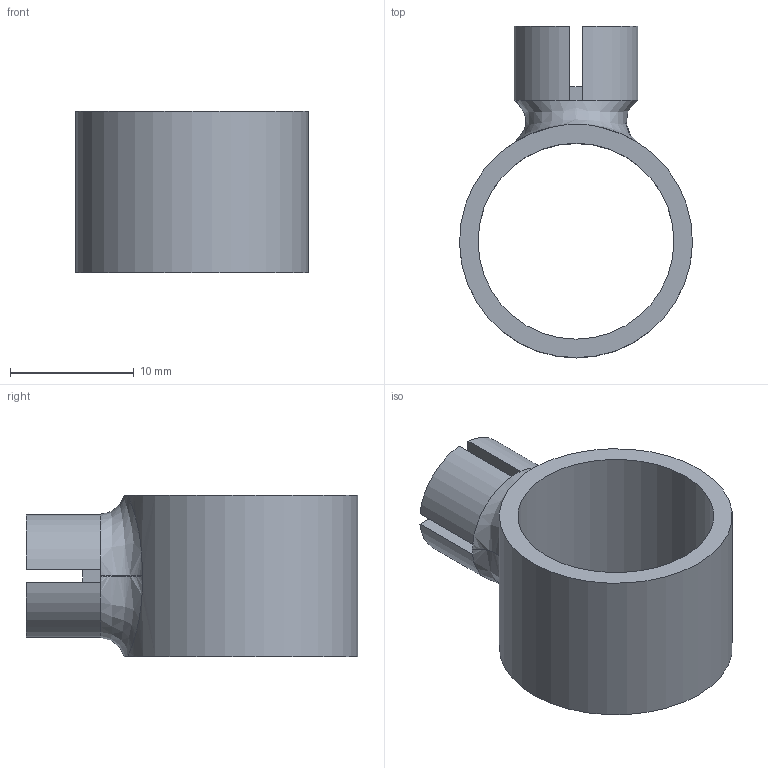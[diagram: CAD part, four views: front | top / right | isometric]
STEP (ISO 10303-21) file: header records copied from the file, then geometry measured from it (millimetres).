
FILE_DESCRIPTION(/* description */ (''),/* implementation_level */ '2;1');
FILE_NAME(/* name */ 'Little_Finger_BallV2D2.ipt.stp',/* time_stamp */ '2021-06-20T10:01:54-05:00',/* author */ ('svale'),/* organization */ (''),/* preprocessor_version */ 'ST-DEVELOPER v18.1',/* originating_system */ 'Autodesk Inventor 2021',/* authorisation */ '');
FILE_SCHEMA (('AUTOMOTIVE_DESIGN { 1 0 10303 214 3 1 1 }'));
Length unit declared in the file: millimetre
Products named in the file (1): Little_Finger_BallV2D2
Bounding box: 18.79 x 26.77 x 13 mm (x, y, z)
Volume: 1433 mm3; surface area: 1975.4 mm2
Topology: 1 solids, 1 shells, 50 faces, 146 edges, 104 vertices
Faces by surface type: plane 23, cylinder 16, sphere 5, cone 4, bspline 2
Full cylindrical faces by diameter (mm): 15.8 x1
Entity records: 2096 total; most frequent: CARTESIAN_POINT 717, DIRECTION 283, ORIENTED_EDGE 276, EDGE_CURVE 138, AXIS2_PLACEMENT_3D 109, VERTEX_POINT 90, LINE 65, VECTOR 65
